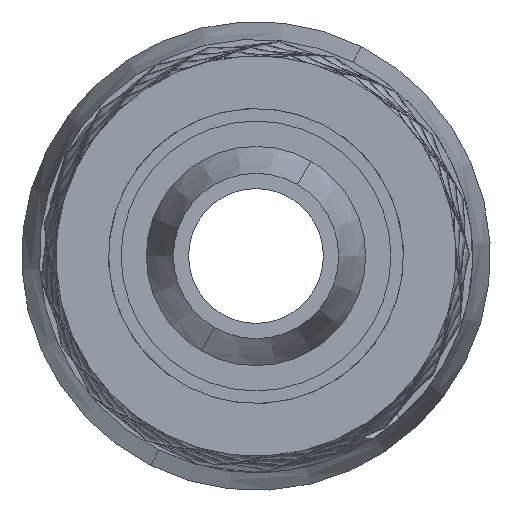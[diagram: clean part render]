
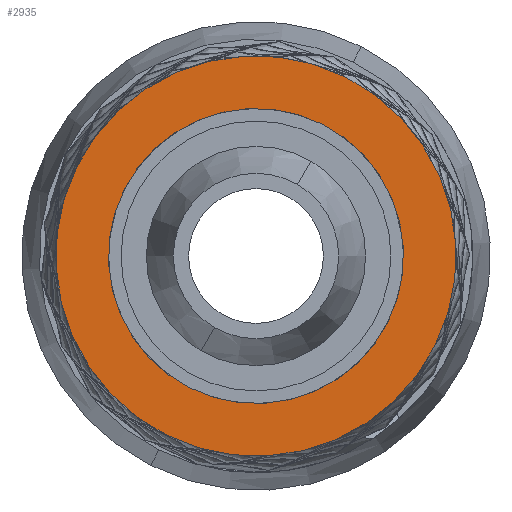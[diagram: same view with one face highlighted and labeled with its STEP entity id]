
A CAD part, left-side view. The second image highlights one B-rep face of the part: STEP entity #2935.
In plain terms, the highlighted planar face has unit normal (-1, 0, 0).
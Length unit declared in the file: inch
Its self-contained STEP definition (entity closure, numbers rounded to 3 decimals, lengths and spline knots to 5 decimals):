
#57 = DIRECTION ( 'NONE',  ( 1., 0., 0. ) ) ;
#68 = EDGE_LOOP ( 'NONE', ( #1585, #3407 ) ) ;
#319 = CIRCLE ( 'NONE', #11637, 0.34449 ) ;
#699 = CIRCLE ( 'NONE', #6163, 0.46732 ) ;
#866 = ORIENTED_EDGE ( 'NONE', *, *, #11959, .F. ) ;
#1018 = DIRECTION ( 'NONE',  ( 1., 0., 0. ) ) ;
#1122 = EDGE_CURVE ( 'NONE', #11799, #5682, #699, .T. ) ;
#1542 = AXIS2_PLACEMENT_3D ( 'NONE', #7948, #5936, #10749 ) ;
#1585 = ORIENTED_EDGE ( 'NONE', *, *, #11227, .F. ) ;
#1651 = FACE_OUTER_BOUND ( 'NONE', #7931, .T. ) ;
#2106 = CARTESIAN_POINT ( 'NONE',  ( -5.69882, 0., 0. ) ) ;
#2701 = AXIS2_PLACEMENT_3D ( 'NONE', #2106, #1018, #6937 ) ;
#2935 = ADVANCED_FACE ( 'NONE', ( #4199, #1651 ), #11821, .F. ) ;
#2943 = CARTESIAN_POINT ( 'NONE',  ( -5.69882, -0.20965, 0.41766 ) ) ;
#3005 = CARTESIAN_POINT ( 'NONE',  ( -5.69882, 0., 0. ) ) ;
#3407 = ORIENTED_EDGE ( 'NONE', *, *, #12388, .F. ) ;
#4199 = FACE_BOUND ( 'NONE', #68, .T. ) ;
#4333 = DIRECTION ( 'NONE',  ( -1., 0., 0. ) ) ;
#4459 = DIRECTION ( 'NONE',  ( 0., -0.449, 0.894 ) ) ;
#4574 = VERTEX_POINT ( 'NONE', #6284 ) ;
#4688 = CARTESIAN_POINT ( 'NONE',  ( -5.69882, 0., 0. ) ) ;
#4882 = DIRECTION ( 'NONE',  ( 0., 0.449, -0.894 ) ) ;
#5494 = AXIS2_PLACEMENT_3D ( 'NONE', #4688, #57, #7654 ) ;
#5682 = VERTEX_POINT ( 'NONE', #11818 ) ;
#5860 = DIRECTION ( 'NONE',  ( 1., 0., 0. ) ) ;
#5936 = DIRECTION ( 'NONE',  ( -1., 0., 0. ) ) ;
#6163 = AXIS2_PLACEMENT_3D ( 'NONE', #3005, #5860, #4882 ) ;
#6284 = CARTESIAN_POINT ( 'NONE',  ( -5.69882, -0.15454, 0.30788 ) ) ;
#6937 = DIRECTION ( 'NONE',  ( 0., 0.449, -0.894 ) ) ;
#7290 = CARTESIAN_POINT ( 'NONE',  ( -5.69882, 0., 0. ) ) ;
#7490 = ORIENTED_EDGE ( 'NONE', *, *, #1122, .F. ) ;
#7654 = DIRECTION ( 'NONE',  ( 0., 0.449, -0.894 ) ) ;
#7931 = EDGE_LOOP ( 'NONE', ( #866, #7490 ) ) ;
#7948 = CARTESIAN_POINT ( 'NONE',  ( -5.69882, 0., 0. ) ) ;
#9810 = CARTESIAN_POINT ( 'NONE',  ( -5.69882, 0.15454, -0.30788 ) ) ;
#10162 = CIRCLE ( 'NONE', #5494, 0.46732 ) ;
#10749 = DIRECTION ( 'NONE',  ( 0., -0.449, 0.894 ) ) ;
#11227 = EDGE_CURVE ( 'NONE', #4574, #12044, #12452, .T. ) ;
#11637 = AXIS2_PLACEMENT_3D ( 'NONE', #7290, #4333, #4459 ) ;
#11799 = VERTEX_POINT ( 'NONE', #2943 ) ;
#11818 = CARTESIAN_POINT ( 'NONE',  ( -5.69882, 0.20965, -0.41766 ) ) ;
#11821 = PLANE ( 'NONE',  #2701 ) ;
#11959 = EDGE_CURVE ( 'NONE', #5682, #11799, #10162, .T. ) ;
#12044 = VERTEX_POINT ( 'NONE', #9810 ) ;
#12388 = EDGE_CURVE ( 'NONE', #12044, #4574, #319, .T. ) ;
#12452 = CIRCLE ( 'NONE', #1542, 0.34449 ) ;
